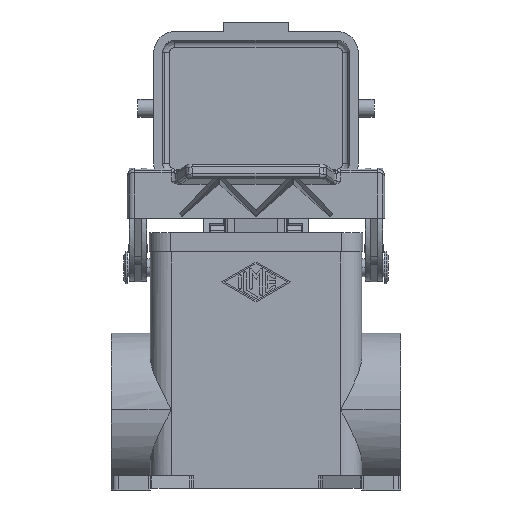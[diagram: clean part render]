
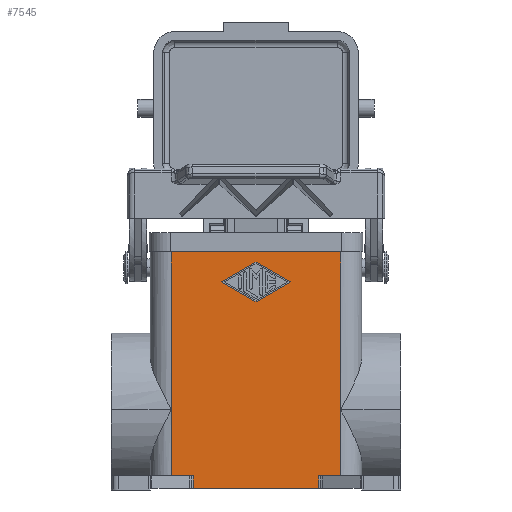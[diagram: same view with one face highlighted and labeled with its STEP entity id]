
A CAD part, front view. The second image highlights one B-rep face of the part: STEP entity #7545.
In plain terms, the highlighted planar face has unit normal (0, -1, 0).
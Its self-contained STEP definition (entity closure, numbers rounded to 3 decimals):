
#5304=CARTESIAN_POINT('',(24.,-21.75,-21.25));
#5305=VERTEX_POINT('',#5304);
#5466=CARTESIAN_POINT('',(-24.,-21.75,-21.25));
#5467=VERTEX_POINT('',#5466);
#6799=CARTESIAN_POINT('',(17.773,-21.75,-43.5));
#6800=VERTEX_POINT('',#6799);
#6808=CARTESIAN_POINT('',(-17.773,-21.75,-43.5));
#6809=VERTEX_POINT('',#6808);
#6810=CARTESIAN_POINT('',(17.773,-21.75,-43.5));
#6811=DIRECTION('',(-1.0,0.0,0.0));
#6812=VECTOR('',#6811,35.546);
#6813=LINE('',#6810,#6812);
#6814=EDGE_CURVE('',#6800,#6809,#6813,.T.);
#7170=CARTESIAN_POINT('',(-17.773,-21.75,-40.));
#7171=VERTEX_POINT('',#7170);
#7179=CARTESIAN_POINT('',(-24.,-21.75,-40.));
#7180=VERTEX_POINT('',#7179);
#7181=CARTESIAN_POINT('',(-24.,-21.75,-40.));
#7182=DIRECTION('',(1.0,0.0,0.0));
#7183=VECTOR('',#7182,6.227);
#7184=LINE('',#7181,#7183);
#7185=EDGE_CURVE('',#7180,#7171,#7184,.T.);
#7434=CARTESIAN_POINT('',(17.773,-21.75,-40.));
#7435=VERTEX_POINT('',#7434);
#7443=CARTESIAN_POINT('',(17.773,-21.75,-40.));
#7444=DIRECTION('',(0.0,0.0,-1.0));
#7445=VECTOR('',#7444,3.5);
#7446=LINE('',#7443,#7445);
#7447=EDGE_CURVE('',#7435,#6800,#7446,.T.);
#7453=CARTESIAN_POINT('',(24.,-21.75,1.5));
#7454=DIRECTION('',(0.0,-1.0,0.0));
#7455=DIRECTION('',(0.0,0.0,-1.0));
#7456=AXIS2_PLACEMENT_3D('',#7453,#7454,#7455);
#7457=PLANE('',#7456);
#7458=ORIENTED_EDGE('',*,*,#7447,.F.);
#7459=CARTESIAN_POINT('',(24.,-21.75,-40.));
#7460=VERTEX_POINT('',#7459);
#7461=CARTESIAN_POINT('',(17.773,-21.75,-40.));
#7462=DIRECTION('',(1.0,0.0,0.0));
#7463=VECTOR('',#7462,6.227);
#7464=LINE('',#7461,#7463);
#7465=EDGE_CURVE('',#7435,#7460,#7464,.T.);
#7466=ORIENTED_EDGE('',*,*,#7465,.T.);
#7467=CARTESIAN_POINT('',(24.,-21.75,-40.));
#7468=DIRECTION('',(0.0,0.0,1.0));
#7469=VECTOR('',#7468,18.75);
#7470=LINE('',#7467,#7469);
#7471=EDGE_CURVE('',#7460,#5305,#7470,.T.);
#7472=ORIENTED_EDGE('',*,*,#7471,.T.);
#7473=CARTESIAN_POINT('',(24.,-21.75,23.5));
#7474=VERTEX_POINT('',#7473);
#7475=CARTESIAN_POINT('',(24.,-21.75,-21.25));
#7476=DIRECTION('',(0.0,0.0,1.0));
#7477=VECTOR('',#7476,44.75);
#7478=LINE('',#7475,#7477);
#7479=EDGE_CURVE('',#5305,#7474,#7478,.T.);
#7480=ORIENTED_EDGE('',*,*,#7479,.T.);
#7481=CARTESIAN_POINT('',(-24.,-21.75,23.5));
#7482=VERTEX_POINT('',#7481);
#7483=CARTESIAN_POINT('',(24.,-21.75,23.5));
#7484=DIRECTION('',(-1.0,0.0,0.0));
#7485=VECTOR('',#7484,48.);
#7486=LINE('',#7483,#7485);
#7487=EDGE_CURVE('',#7474,#7482,#7486,.T.);
#7488=ORIENTED_EDGE('',*,*,#7487,.T.);
#7489=CARTESIAN_POINT('',(-24.,-21.75,-21.25));
#7490=DIRECTION('',(0.0,0.0,1.0));
#7491=VECTOR('',#7490,44.75);
#7492=LINE('',#7489,#7491);
#7493=EDGE_CURVE('',#5467,#7482,#7492,.T.);
#7494=ORIENTED_EDGE('',*,*,#7493,.F.);
#7495=CARTESIAN_POINT('',(-24.,-21.75,-40.));
#7496=DIRECTION('',(0.0,0.0,1.0));
#7497=VECTOR('',#7496,18.75);
#7498=LINE('',#7495,#7497);
#7499=EDGE_CURVE('',#7180,#5467,#7498,.T.);
#7500=ORIENTED_EDGE('',*,*,#7499,.F.);
#7501=ORIENTED_EDGE('',*,*,#7185,.T.);
#7502=CARTESIAN_POINT('',(-17.773,-21.75,-43.5));
#7503=DIRECTION('',(0.0,0.0,1.0));
#7504=VECTOR('',#7503,3.5);
#7505=LINE('',#7502,#7504);
#7506=EDGE_CURVE('',#6809,#7171,#7505,.T.);
#7507=ORIENTED_EDGE('',*,*,#7506,.F.);
#7508=ORIENTED_EDGE('',*,*,#6814,.F.);
#7509=EDGE_LOOP('',(#7458,#7466,#7472,#7480,#7488,#7494,#7500,#7501,#7507,#7508));
#7510=FACE_OUTER_BOUND('',#7509,.T.);
#7511=CARTESIAN_POINT('',(0.,-21.75,9.375));
#7512=VERTEX_POINT('',#7511);
#7513=CARTESIAN_POINT('',(-9.75,-21.75,15.));
#7514=VERTEX_POINT('',#7513);
#7515=CARTESIAN_POINT('',(0.,-21.75,9.375));
#7516=DIRECTION('',(-0.866,0.0,0.5));
#7517=VECTOR('',#7516,11.256);
#7518=LINE('',#7515,#7517);
#7519=EDGE_CURVE('',#7512,#7514,#7518,.T.);
#7520=ORIENTED_EDGE('',*,*,#7519,.T.);
#7521=CARTESIAN_POINT('',(0.,-21.75,20.625));
#7522=VERTEX_POINT('',#7521);
#7523=CARTESIAN_POINT('',(-9.75,-21.75,15.));
#7524=DIRECTION('',(0.866,0.0,0.5));
#7525=VECTOR('',#7524,11.256);
#7526=LINE('',#7523,#7525);
#7527=EDGE_CURVE('',#7514,#7522,#7526,.T.);
#7528=ORIENTED_EDGE('',*,*,#7527,.T.);
#7529=CARTESIAN_POINT('',(9.75,-21.75,15.));
#7530=VERTEX_POINT('',#7529);
#7531=CARTESIAN_POINT('',(0.,-21.75,20.625));
#7532=DIRECTION('',(0.866,0.0,-0.5));
#7533=VECTOR('',#7532,11.256);
#7534=LINE('',#7531,#7533);
#7535=EDGE_CURVE('',#7522,#7530,#7534,.T.);
#7536=ORIENTED_EDGE('',*,*,#7535,.T.);
#7537=CARTESIAN_POINT('',(9.75,-21.75,15.));
#7538=DIRECTION('',(-0.866,0.0,-0.5));
#7539=VECTOR('',#7538,11.256);
#7540=LINE('',#7537,#7539);
#7541=EDGE_CURVE('',#7530,#7512,#7540,.T.);
#7542=ORIENTED_EDGE('',*,*,#7541,.T.);
#7543=EDGE_LOOP('',(#7520,#7528,#7536,#7542));
#7544=FACE_BOUND('',#7543,.T.);
#7545=ADVANCED_FACE('',(#7510,#7544),#7457,.T.);
